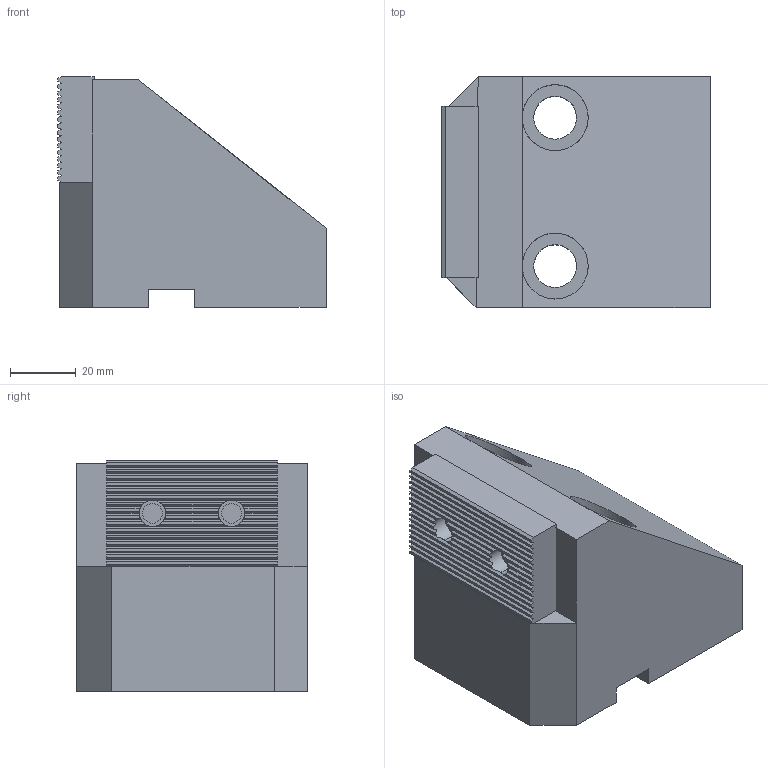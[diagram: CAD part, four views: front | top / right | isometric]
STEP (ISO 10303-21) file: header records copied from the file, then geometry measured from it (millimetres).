
FILE_DESCRIPTION(('STEP AP214'),'1');
FILE_NAME(' ',' ',('TraceParts'),('TraceParts S.A.'),'XStep 1.0',' ',' ');
FILE_SCHEMA(('automotive_design'));
Length unit declared in the file: millimetre
Products named in the file (2): 1; 2
Bounding box: 81.38 x 70 x 70 mm (x, y, z)
Volume: 266784.8 mm3; surface area: 37623.8 mm2
Topology: 2 solids, 2 shells, 112 faces, 310 edges, 202 vertices
Faces by surface type: plane 96, cylinder 16
Entity records: 7077 total; most frequent: STYLED_ITEM 626, PRESENTATION_STYLE_ASSIGNMENT 626, CARTESIAN_POINT 626, COLOUR_RGB 626, ORIENTED_EDGE 620, DIRECTION 614, EDGE_CURVE 310, CURVE_STYLE 310
